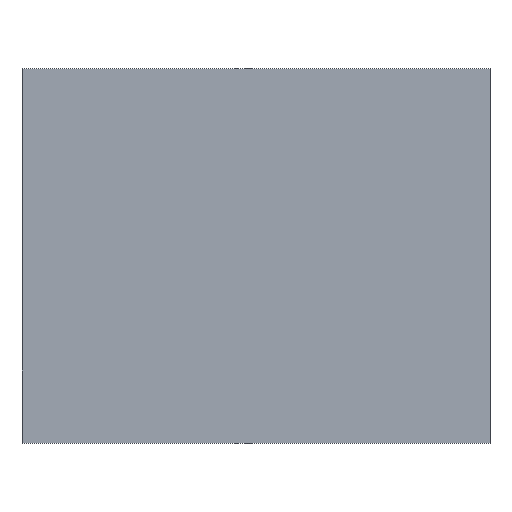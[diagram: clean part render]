
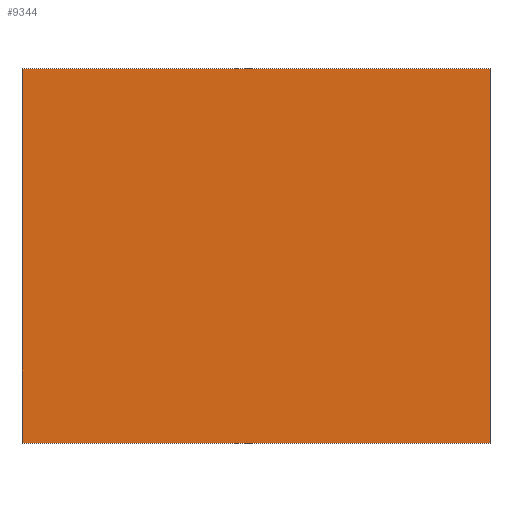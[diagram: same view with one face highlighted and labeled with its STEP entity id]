
A CAD part, top view. The second image highlights one B-rep face of the part: STEP entity #9344.
In plain terms, the highlighted planar face has unit normal (0, 0, 1).
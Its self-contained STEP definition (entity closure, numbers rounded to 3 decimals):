
#9226=CARTESIAN_POINT('Line Origine',(2344.47,0.,682.06)) ;
#9230=CARTESIAN_POINT('Vertex',(2344.47,-2000.,682.06)) ;
#9232=CARTESIAN_POINT('Vertex',(2344.47,2000.,682.06)) ;
#9301=CARTESIAN_POINT('Vertex',(-2655.53,-2000.,682.06)) ;
#9304=CARTESIAN_POINT('Line Origine',(-2655.53,0.,682.06)) ;
#9308=CARTESIAN_POINT('Vertex',(-2655.53,2000.,682.06)) ;
#9323=CARTESIAN_POINT('Axis2P3D Location',(2344.47,0.,682.06)) ;
#9328=CARTESIAN_POINT('Line Origine',(-155.53,-2000.,682.06)) ;
#9333=CARTESIAN_POINT('Line Origine',(-155.53,2000.,682.06)) ;
#9227=DIRECTION('Vector Direction',(0.,1.,0.)) ;
#9305=DIRECTION('Vector Direction',(0.,1.,0.)) ;
#9324=DIRECTION('Axis2P3D Direction',(0.,0.,-1.)) ;
#9325=DIRECTION('Axis2P3D XDirection',(-1.,0.,0.)) ;
#9329=DIRECTION('Vector Direction',(-1.,0.,0.)) ;
#9334=DIRECTION('Vector Direction',(-1.,0.,0.)) ;
#9326=AXIS2_PLACEMENT_3D('Plane Axis2P3D',#9323,#9324,#9325) ;
#9339=ORIENTED_EDGE('',*,*,#9310,.F.) ;
#9340=ORIENTED_EDGE('',*,*,#9332,.T.) ;
#9341=ORIENTED_EDGE('',*,*,#9234,.T.) ;
#9342=ORIENTED_EDGE('',*,*,#9337,.F.) ;
#9228=VECTOR('Line Direction',#9227,1.) ;
#9306=VECTOR('Line Direction',#9305,1.) ;
#9330=VECTOR('Line Direction',#9329,1.) ;
#9335=VECTOR('Line Direction',#9334,1.) ;
#9344=ADVANCED_FACE('',(#9343),#9327,.F.) ;
#9234=EDGE_CURVE('',#9231,#9233,#9229,.T.) ;
#9310=EDGE_CURVE('',#9302,#9309,#9307,.T.) ;
#9332=EDGE_CURVE('',#9302,#9231,#9331,.F.) ;
#9337=EDGE_CURVE('',#9309,#9233,#9336,.F.) ;
#9338=EDGE_LOOP('',(#9339,#9340,#9341,#9342)) ;
#9343=FACE_OUTER_BOUND('',#9338,.T.) ;
#9229=LINE('Line',#9226,#9228) ;
#9307=LINE('Line',#9304,#9306) ;
#9331=LINE('Line',#9328,#9330) ;
#9336=LINE('Line',#9333,#9335) ;
#9327=PLANE('Plane',#9326) ;
#9231=VERTEX_POINT('',#9230) ;
#9233=VERTEX_POINT('',#9232) ;
#9302=VERTEX_POINT('',#9301) ;
#9309=VERTEX_POINT('',#9308) ;
